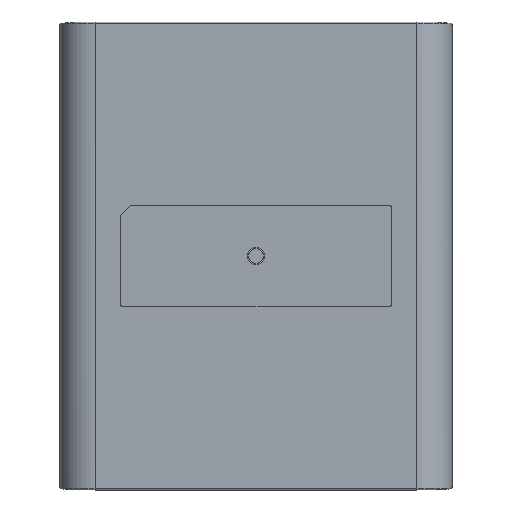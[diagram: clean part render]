
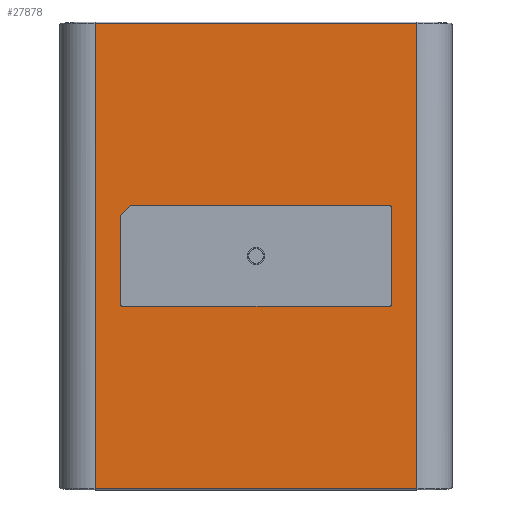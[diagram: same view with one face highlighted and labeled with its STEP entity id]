
A CAD part, top view. The second image highlights one B-rep face of the part: STEP entity #27878.
In plain terms, the highlighted planar face has unit normal (0, 0, 1).
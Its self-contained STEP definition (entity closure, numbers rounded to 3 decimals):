
#846=FACE_BOUND('',#3888,.T.);
#962=PLANE('',#29521);
#2357=FACE_OUTER_BOUND('',#3887,.T.);
#3887=EDGE_LOOP('',(#19674,#19675,#19676,#19677));
#3888=EDGE_LOOP('',(#19678,#19679,#19680,#19681,#19682,#19683,#19684,#19685));
#5497=LINE('',#39256,#8650);
#5498=LINE('',#39259,#8651);
#5592=LINE('',#39478,#8745);
#5666=LINE('',#39770,#8819);
#5667=LINE('',#39771,#8820);
#5668=LINE('',#39772,#8821);
#5669=LINE('',#39774,#8822);
#5670=LINE('',#39778,#8823);
#5671=LINE('',#39782,#8824);
#8650=VECTOR('',#31729,1.);
#8651=VECTOR('',#31732,10.);
#8745=VECTOR('',#31882,1.);
#8819=VECTOR('',#32106,1.);
#8820=VECTOR('',#32107,1.);
#8821=VECTOR('',#32108,1.);
#8822=VECTOR('',#32109,1.);
#8823=VECTOR('',#32112,1.);
#8824=VECTOR('',#32115,1.);
#11754=CIRCLE('',#29522,0.517);
#11755=CIRCLE('',#29523,0.517);
#11756=CIRCLE('',#29524,0.517);
#12276=VERTEX_POINT('',#39249);
#12279=VERTEX_POINT('',#39254);
#12280=VERTEX_POINT('',#39258);
#12374=VERTEX_POINT('',#39471);
#12377=VERTEX_POINT('',#39476);
#12447=VERTEX_POINT('',#39768);
#12448=VERTEX_POINT('',#39769);
#12449=VERTEX_POINT('',#39773);
#12450=VERTEX_POINT('',#39775);
#12451=VERTEX_POINT('',#39777);
#12452=VERTEX_POINT('',#39779);
#12453=VERTEX_POINT('',#39781);
#15030=EDGE_CURVE('',#12276,#12279,#5497,.T.);
#15031=EDGE_CURVE('',#12276,#12280,#5498,.T.);
#15141=EDGE_CURVE('',#12374,#12377,#5592,.T.);
#15259=EDGE_CURVE('',#12447,#12448,#5666,.T.);
#15260=EDGE_CURVE('',#12448,#12374,#5667,.T.);
#15261=EDGE_CURVE('',#12377,#12447,#5668,.T.);
#15262=EDGE_CURVE('',#12449,#12280,#5669,.T.);
#15263=EDGE_CURVE('',#12450,#12279,#11754,.T.);
#15264=EDGE_CURVE('',#12450,#12451,#5670,.T.);
#15265=EDGE_CURVE('',#12452,#12451,#11755,.T.);
#15266=EDGE_CURVE('',#12452,#12453,#5671,.T.);
#15267=EDGE_CURVE('',#12449,#12453,#11756,.T.);
#19674=ORIENTED_EDGE('',*,*,#15259,.T.);
#19675=ORIENTED_EDGE('',*,*,#15260,.T.);
#19676=ORIENTED_EDGE('',*,*,#15141,.T.);
#19677=ORIENTED_EDGE('',*,*,#15261,.T.);
#19678=ORIENTED_EDGE('',*,*,#15262,.T.);
#19679=ORIENTED_EDGE('',*,*,#15031,.F.);
#19680=ORIENTED_EDGE('',*,*,#15030,.T.);
#19681=ORIENTED_EDGE('',*,*,#15263,.F.);
#19682=ORIENTED_EDGE('',*,*,#15264,.T.);
#19683=ORIENTED_EDGE('',*,*,#15265,.F.);
#19684=ORIENTED_EDGE('',*,*,#15266,.T.);
#19685=ORIENTED_EDGE('',*,*,#15267,.F.);
#27878=ADVANCED_FACE('',(#2357,#846),#962,.T.);
#29521=AXIS2_PLACEMENT_3D('',#39767,#32104,#32105);
#29522=AXIS2_PLACEMENT_3D('',#39776,#32110,#32111);
#29523=AXIS2_PLACEMENT_3D('',#39780,#32113,#32114);
#29524=AXIS2_PLACEMENT_3D('',#39783,#32116,#32117);
#31729=DIRECTION('',(1.,0.,0.));
#31732=DIRECTION('',(-0.707,-0.707,0.));
#31882=DIRECTION('',(0.,-1.,0.));
#32104=DIRECTION('center_axis',(0.,0.,1.));
#32105=DIRECTION('ref_axis',(-1.,0.,0.));
#32106=DIRECTION('',(0.,1.,0.));
#32107=DIRECTION('',(-1.,0.,0.));
#32108=DIRECTION('',(1.,0.,0.));
#32109=DIRECTION('',(0.,1.,0.));
#32110=DIRECTION('center_axis',(0.,0.,1.));
#32111=DIRECTION('ref_axis',(0.707,0.707,0.));
#32112=DIRECTION('',(0.,-1.,0.));
#32113=DIRECTION('center_axis',(0.,0.,1.));
#32114=DIRECTION('ref_axis',(0.707,-0.707,0.));
#32115=DIRECTION('',(-1.,0.,0.));
#32116=DIRECTION('center_axis',(0.,0.,1.));
#32117=DIRECTION('ref_axis',(-0.707,-0.707,0.));
#39249=CARTESIAN_POINT('',(11.983,53.517,28.));
#39254=CARTESIAN_POINT('',(63.5,53.517,28.));
#39256=CARTESIAN_POINT('',(7.5,53.517,28.));
#39258=CARTESIAN_POINT('',(9.983,51.517,28.));
#39259=CARTESIAN_POINT('',(11.474,53.009,28.));
#39471=CARTESIAN_POINT('',(5.041,89.791,28.));
#39476=CARTESIAN_POINT('',(5.041,-2.791,28.));
#39478=CARTESIAN_POINT('',(5.041,0.,28.));
#39767=CARTESIAN_POINT('Origin',(5.,0.,28.));
#39768=CARTESIAN_POINT('',(68.959,-2.791,28.));
#39769=CARTESIAN_POINT('',(68.959,89.791,28.));
#39770=CARTESIAN_POINT('',(68.959,90.,28.));
#39771=CARTESIAN_POINT('',(5.,89.791,28.));
#39772=CARTESIAN_POINT('',(68.959,-2.791,28.));
#39773=CARTESIAN_POINT('',(9.983,34.,28.));
#39774=CARTESIAN_POINT('',(9.983,16.75,28.));
#39775=CARTESIAN_POINT('',(64.017,53.,28.));
#39776=CARTESIAN_POINT('Origin',(63.5,53.,28.));
#39777=CARTESIAN_POINT('',(64.017,34.,28.));
#39778=CARTESIAN_POINT('',(64.017,26.75,28.));
#39779=CARTESIAN_POINT('',(63.5,33.483,28.));
#39780=CARTESIAN_POINT('Origin',(63.5,34.,28.));
#39781=CARTESIAN_POINT('',(10.5,33.483,28.));
#39782=CARTESIAN_POINT('',(34.5,33.483,28.));
#39783=CARTESIAN_POINT('Origin',(10.5,34.,28.));
